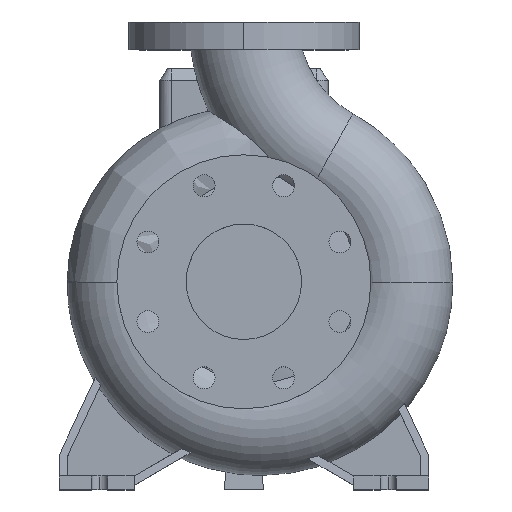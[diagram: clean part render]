
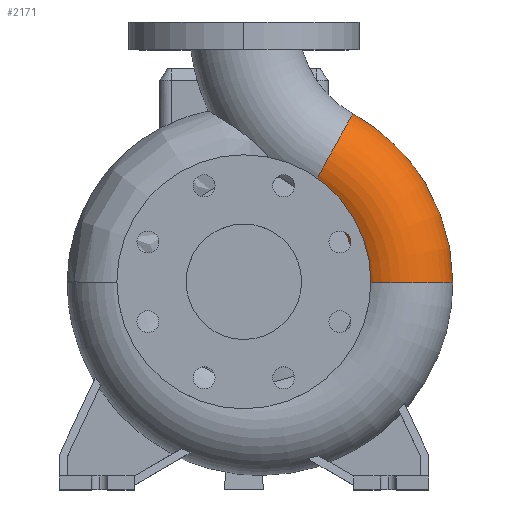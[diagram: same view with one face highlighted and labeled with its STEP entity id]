
A CAD part, top view. The second image highlights one B-rep face of the part: STEP entity #2171.
In plain terms, the highlighted toroidal (fillet/blend) face has major radius 119.501 mm and minor radius 47.5 mm.
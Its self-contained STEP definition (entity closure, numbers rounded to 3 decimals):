
#366 = EDGE_CURVE ( 'NONE', #3006, #6112, #709, .T. ) ;
#455 = CARTESIAN_POINT ( 'NONE',  ( 74.814, 59.679, 33.267 ) ) ;
#528 = CARTESIAN_POINT ( 'NONE',  ( 63.423, 69.646, 33.533 ) ) ;
#588 = CARTESIAN_POINT ( 'NONE',  ( 71.581, 104.299, -47.5 ) ) ;
#610 = CARTESIAN_POINT ( 'NONE',  ( 90.929, 36.295, 32.888 ) ) ;
#709 = B_SPLINE_CURVE_WITH_KNOTS ( 'NONE', 3,
 ( #588, #4808, #4041, #8691, #1937, #13961, #3063, #14464, #11085, #13334, #13190, #1436, #9457, #3684, #8269, #12837, #6369, #11989, #13261, #2921, #3761, #7487, #12065, #6439, #2561, #5240, #6515, #1794, #12139, #8339 ),
 .UNSPECIFIED., .F., .F.,
 ( 4, 2, 2, 2, 2, 2, 2, 2, 2, 2, 2, 2, 2, 2, 4 ),
 ( 0.351, 0.366, 0.381, 0.385, 0.389, 0.397, 0.412, 0.42, 0.424, 0.427, 0.443, 0.458, 0.466, 0.47, 0.473 ),
 .UNSPECIFIED. ) ;
#1418 = EDGE_CURVE ( 'NONE', #14321, #13698, #13945, .T. ) ;
#1436 = CARTESIAN_POINT ( 'NONE',  ( 107.014, 67.649, -47.311 ) ) ;
#1437 = CARTESIAN_POINT ( 'NONE',  ( 99.027, -0.587, 32.677 ) ) ;
#1509 = CARTESIAN_POINT ( 'NONE',  ( 83.35, 49.4, 33.068 ) ) ;
#1512 = CARTESIAN_POINT ( 'NONE',  ( 71.509, 104.166, 0. ) ) ;
#1656 = CARTESIAN_POINT ( 'NONE',  ( 78.62, 55.423, 33.179 ) ) ;
#1735 = CARTESIAN_POINT ( 'NONE',  ( 78.001, 56.15, 33.193 ) ) ;
#1794 = CARTESIAN_POINT ( 'NONE',  ( 126.491, 1.988, -46.983 ) ) ;
#1937 = CARTESIAN_POINT ( 'NONE',  ( 91.149, 87.869, -47.449 ) ) ;
#2074 = TOROIDAL_SURFACE ( 'NONE', #5186, 119.501, 47.5 ) ;
#2171 = ADVANCED_FACE ( 'NONE', ( #11807 ), #2074, .T. ) ;
#2238 = AXIS2_PLACEMENT_3D ( 'NONE', #9288, #4871, #2399 ) ;
#2358 = DIRECTION ( 'NONE',  ( -0.877, 0.481, 0. ) ) ;
#2399 = DIRECTION ( 'NONE',  ( -1., 0., 0. ) ) ;
#2561 = CARTESIAN_POINT ( 'NONE',  ( 126.151, 9.741, -46.995 ) ) ;
#2640 = CARTESIAN_POINT ( 'NONE',  ( 99.03, 3.25, 32.681 ) ) ;
#2786 = CARTESIAN_POINT ( 'NONE',  ( 97.056, 18.266, 32.738 ) ) ;
#2864 = CARTESIAN_POINT ( 'NONE',  ( 94.103, 28.322, 32.811 ) ) ;
#2921 = CARTESIAN_POINT ( 'NONE',  ( 120.182, 39.815, -47.119 ) ) ;
#2941 = CARTESIAN_POINT ( 'NONE',  ( 93.78, 29.226, 32.819 ) ) ;
#2967 = CIRCLE ( 'NONE', #2238, 47.5 ) ;
#3006 = VERTEX_POINT ( 'NONE', #6131 ) ;
#3063 = CARTESIAN_POINT ( 'NONE',  ( 96.291, 82.048, -47.412 ) ) ;
#3481 = ORIENTED_EDGE ( 'NONE', *, *, #366, .F. ) ;
#3558 = CARTESIAN_POINT ( 'NONE',  ( 14., -0.587, 0. ) ) ;
#3582 = CARTESIAN_POINT ( 'NONE',  ( 126.499, -0.587, -46.981 ) ) ;
#3684 = CARTESIAN_POINT ( 'NONE',  ( 113.224, 56.472, -47.229 ) ) ;
#3761 = CARTESIAN_POINT ( 'NONE',  ( 121.694, 34.915, -47.091 ) ) ;
#4039 = CIRCLE ( 'NONE', #11704, 47.5 ) ;
#4041 = CARTESIAN_POINT ( 'NONE',  ( 79.838, 98.256, -47.495 ) ) ;
#4059 = CARTESIAN_POINT ( 'NONE',  ( 70.789, 63.693, 33.361 ) ) ;
#4203 = CIRCLE ( 'NONE', #12329, 47.5 ) ;
#4349 = EDGE_CURVE ( 'NONE', #4639, #3006, #4039, .T. ) ;
#4639 = VERTEX_POINT ( 'NONE', #7874 ) ;
#4808 = CARTESIAN_POINT ( 'NONE',  ( 75.808, 101.399, -47.501 ) ) ;
#4871 = DIRECTION ( 'NONE',  ( 0., 1., 0. ) ) ;
#5035 = CARTESIAN_POINT ( 'NONE',  ( 61.876, 70.754, 33.569 ) ) ;
#5112 = CARTESIAN_POINT ( 'NONE',  ( 56.235, 74.364, 33.7 ) ) ;
#5186 = AXIS2_PLACEMENT_3D ( 'NONE', #3558, #11733, #7229 ) ;
#5240 = CARTESIAN_POINT ( 'NONE',  ( 126.371, 5.867, -46.988 ) ) ;
#6016 = CARTESIAN_POINT ( 'NONE',  ( 59.491, 72.344, 33.624 ) ) ;
#6090 = CARTESIAN_POINT ( 'NONE',  ( 55.409, 74.84, 33.719 ) ) ;
#6096 = DIRECTION ( 'NONE',  ( -0.877, 0.481, 0. ) ) ;
#6112 = VERTEX_POINT ( 'NONE', #3582 ) ;
#6131 = CARTESIAN_POINT ( 'NONE',  ( 71.581, 104.299, -47.5 ) ) ;
#6164 = CARTESIAN_POINT ( 'NONE',  ( 67.942, 66.184, 33.427 ) ) ;
#6239 = CARTESIAN_POINT ( 'NONE',  ( 76.114, 58.296, 33.237 ) ) ;
#6369 = CARTESIAN_POINT ( 'NONE',  ( 116.44, 49.453, -47.181 ) ) ;
#6439 = CARTESIAN_POINT ( 'NONE',  ( 125.926, 12.306, -47.001 ) ) ;
#6515 = CARTESIAN_POINT ( 'NONE',  ( 126.424, 4.571, -46.986 ) ) ;
#7210 = CARTESIAN_POINT ( 'NONE',  ( 98.78, 7.045, 32.69 ) ) ;
#7229 = DIRECTION ( 'NONE',  ( -1., 0., 0. ) ) ;
#7285 = CARTESIAN_POINT ( 'NONE',  ( 57.055, 73.874, 33.681 ) ) ;
#7355 = CARTESIAN_POINT ( 'NONE',  ( 80.433, 53.193, 33.136 ) ) ;
#7432 = CARTESIAN_POINT ( 'NONE',  ( 92.754, 31.9, 32.844 ) ) ;
#7487 = CARTESIAN_POINT ( 'NONE',  ( 124.114, 24.984, -47.043 ) ) ;
#7874 = CARTESIAN_POINT ( 'NONE',  ( 94.367, 145.804, 0. ) ) ;
#8269 = CARTESIAN_POINT ( 'NONE',  ( 114.347, 54.164, -47.213 ) ) ;
#8339 = CARTESIAN_POINT ( 'NONE',  ( 126.499, -0.587, -46.981 ) ) ;
#8691 = CARTESIAN_POINT ( 'NONE',  ( 87.508, 91.491, -47.469 ) ) ;
#8989 = ORIENTED_EDGE ( 'NONE', *, *, #13552, .T. ) ;
#9269 = EDGE_LOOP ( 'NONE', ( #9708, #8989, #3481, #13406, #14482 ) ) ;
#9288 = CARTESIAN_POINT ( 'NONE',  ( 133.501, -0.587, 0. ) ) ;
#9384 = DIRECTION ( 'NONE',  ( 0., 0., 1. ) ) ;
#9457 = CARTESIAN_POINT ( 'NONE',  ( 109.657, 63.276, -47.278 ) ) ;
#9708 = ORIENTED_EDGE ( 'NONE', *, *, #1418, .F. ) ;
#9758 = CARTESIAN_POINT ( 'NONE',  ( 93.105, 31.014, 32.836 ) ) ;
#10300 = DIRECTION ( 'NONE',  ( 0., 0., 1. ) ) ;
#10581 = CARTESIAN_POINT ( 'NONE',  ( 58.684, 72.864, 33.643 ) ) ;
#10659 = CARTESIAN_POINT ( 'NONE',  ( 95.028, 25.6, 32.789 ) ) ;
#10871 = CARTESIAN_POINT ( 'NONE',  ( 55.409, 74.84, 33.719 ) ) ;
#10889 = CARTESIAN_POINT ( 'NONE',  ( 95.582, 23.774, 32.775 ) ) ;
#11085 = CARTESIAN_POINT ( 'NONE',  ( 98.755, 79.065, -47.392 ) ) ;
#11704 = AXIS2_PLACEMENT_3D ( 'NONE', #1512, #6096, #9384 ) ;
#11733 = DIRECTION ( 'NONE',  ( 0., 0., -1. ) ) ;
#11807 = FACE_OUTER_BOUND ( 'NONE', #9269, .T. ) ;
#11865 = CARTESIAN_POINT ( 'NONE',  ( 97.793, 14.553, 32.718 ) ) ;
#11934 = CARTESIAN_POINT ( 'NONE',  ( 79.835, 53.945, 33.15 ) ) ;
#11989 = CARTESIAN_POINT ( 'NONE',  ( 117.427, 47.061, -47.165 ) ) ;
#12011 = CARTESIAN_POINT ( 'NONE',  ( 89.25, 39.69, 32.929 ) ) ;
#12065 = CARTESIAN_POINT ( 'NONE',  ( 125.022, 19.953, -47.024 ) ) ;
#12139 = CARTESIAN_POINT ( 'NONE',  ( 126.505, 0.7, -46.982 ) ) ;
#12329 = AXIS2_PLACEMENT_3D ( 'NONE', #14665, #2358, #10300 ) ;
#12837 = CARTESIAN_POINT ( 'NONE',  ( 115.929, 50.639, -47.189 ) ) ;
#13190 = CARTESIAN_POINT ( 'NONE',  ( 102.655, 73.965, -47.356 ) ) ;
#13246 = EDGE_CURVE ( 'NONE', #13698, #4639, #4203, .T. ) ;
#13247 = CARTESIAN_POINT ( 'NONE',  ( 99.027, -0.587, 32.677 ) ) ;
#13261 = CARTESIAN_POINT ( 'NONE',  ( 117.903, 45.855, -47.157 ) ) ;
#13334 = CARTESIAN_POINT ( 'NONE',  ( 101.135, 76.03, -47.371 ) ) ;
#13406 = ORIENTED_EDGE ( 'NONE', *, *, #4349, .F. ) ;
#13552 = EDGE_CURVE ( 'NONE', #14321, #6112, #2967, .T. ) ;
#13698 = VERTEX_POINT ( 'NONE', #10871 ) ;
#13945 = B_SPLINE_CURVE_WITH_KNOTS ( 'NONE', 3,
 ( #1437, #2640, #7210, #11865, #2786, #10889, #10659, #2864, #2941, #9758, #7432, #610, #12011, #14338, #1509, #7355, #11934, #1656, #1735, #6239, #455, #4059, #6164, #528, #5035, #6016, #10581, #7285, #5112, #6090 ),
 .UNSPECIFIED., .F., .F.,
 ( 4, 2, 2, 2, 2, 2, 2, 2, 2, 2, 2, 2, 2, 2, 4 ),
 ( 0.264, 0.275, 0.286, 0.292, 0.295, 0.298, 0.309, 0.32, 0.323, 0.326, 0.332, 0.343, 0.349, 0.352, 0.354 ),
 .UNSPECIFIED. ) ;
#13961 = CARTESIAN_POINT ( 'NONE',  ( 95.446, 83.03, -47.419 ) ) ;
#14321 = VERTEX_POINT ( 'NONE', #13247 ) ;
#14338 = CARTESIAN_POINT ( 'NONE',  ( 85.46, 46.242, 33.018 ) ) ;
#14464 = CARTESIAN_POINT ( 'NONE',  ( 97.945, 80.066, -47.399 ) ) ;
#14482 = ORIENTED_EDGE ( 'NONE', *, *, #13246, .F. ) ;
#14665 = CARTESIAN_POINT ( 'NONE',  ( 71.509, 104.166, 0. ) ) ;
